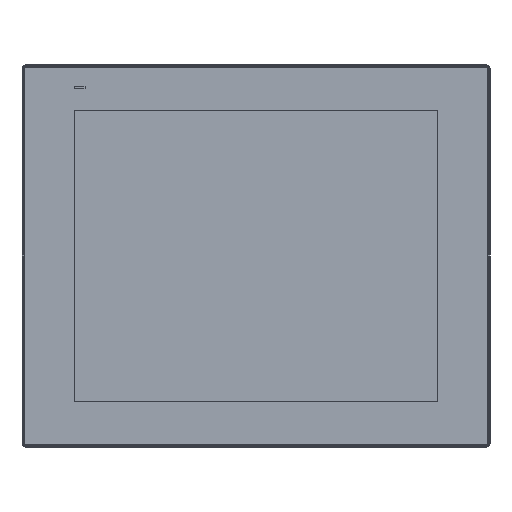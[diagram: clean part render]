
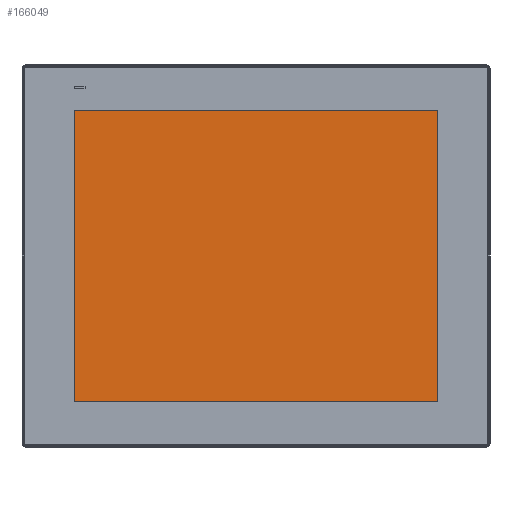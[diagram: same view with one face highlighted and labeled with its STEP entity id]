
A CAD part, front view. The second image highlights one B-rep face of the part: STEP entity #166049.
In plain terms, the highlighted face is planar.
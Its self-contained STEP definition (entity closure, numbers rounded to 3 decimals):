
#5552 = EDGE_CURVE ( 'NONE', #100450, #126613, #100548, .T. ) ;
#10607 = CARTESIAN_POINT ( 'NONE',  ( 0., 135.871, 1.8 ) ) ;
#17148 = ORIENTED_EDGE ( 'NONE', *, *, #5552, .F. ) ;
#18433 = AXIS2_PLACEMENT_3D ( 'NONE', #114506, #62566, #23945 ) ;
#20249 = LINE ( 'NONE', #74730, #135456 ) ;
#22166 = FACE_OUTER_BOUND ( 'NONE', #75531, .T. ) ;
#23945 = DIRECTION ( 'NONE',  ( 1., 0., 0. ) ) ;
#26038 = ORIENTED_EDGE ( 'NONE', *, *, #146905, .F. ) ;
#28317 = LINE ( 'NONE', #81879, #165250 ) ;
#38253 = ORIENTED_EDGE ( 'NONE', *, *, #78785, .F. ) ;
#51035 = LINE ( 'NONE', #10607, #144824 ) ;
#61807 = VERTEX_POINT ( 'NONE', #173379 ) ;
#62566 = DIRECTION ( 'NONE',  ( 0., 0., 1. ) ) ;
#63585 = VERTEX_POINT ( 'NONE', #98202 ) ;
#73087 = VECTOR ( 'NONE', #98825, 1000. ) ;
#74730 = CARTESIAN_POINT ( 'NONE',  ( 169.66, 0., 1.8 ) ) ;
#75531 = EDGE_LOOP ( 'NONE', ( #26038, #17148, #38253, #88159 ) ) ;
#77737 = CARTESIAN_POINT ( 'NONE',  ( -169.66, -135.871, 1.8 ) ) ;
#78785 = EDGE_CURVE ( 'NONE', #61807, #100450, #20249, .T. ) ;
#81069 = CARTESIAN_POINT ( 'NONE',  ( 169.66, -135.871, 1.8 ) ) ;
#81879 = CARTESIAN_POINT ( 'NONE',  ( -169.66, 0., 1.8 ) ) ;
#88159 = ORIENTED_EDGE ( 'NONE', *, *, #104700, .F. ) ;
#98202 = CARTESIAN_POINT ( 'NONE',  ( -169.66, 135.871, 1.8 ) ) ;
#98825 = DIRECTION ( 'NONE',  ( -1., 0., 0. ) ) ;
#100450 = VERTEX_POINT ( 'NONE', #81069 ) ;
#100548 = LINE ( 'NONE', #154125, #73087 ) ;
#102928 = DIRECTION ( 'NONE',  ( 1., 0., 0. ) ) ;
#104700 = EDGE_CURVE ( 'NONE', #63585, #61807, #51035, .T. ) ;
#114506 = CARTESIAN_POINT ( 'NONE',  ( 0., 0., 1.8 ) ) ;
#115376 = PLANE ( 'NONE',  #18433 ) ;
#126613 = VERTEX_POINT ( 'NONE', #77737 ) ;
#135456 = VECTOR ( 'NONE', #142382, 1000. ) ;
#142382 = DIRECTION ( 'NONE',  ( 0., -1., 0. ) ) ;
#144824 = VECTOR ( 'NONE', #102928, 1000. ) ;
#146905 = EDGE_CURVE ( 'NONE', #126613, #63585, #28317, .T. ) ;
#154125 = CARTESIAN_POINT ( 'NONE',  ( 0., -135.871, 1.8 ) ) ;
#160985 = DIRECTION ( 'NONE',  ( 0., 1., 0. ) ) ;
#165250 = VECTOR ( 'NONE', #160985, 1000. ) ;
#166049 = ADVANCED_FACE ( 'NONE', ( #22166 ), #115376, .T. ) ;
#173379 = CARTESIAN_POINT ( 'NONE',  ( 169.66, 135.871, 1.8 ) ) ;
